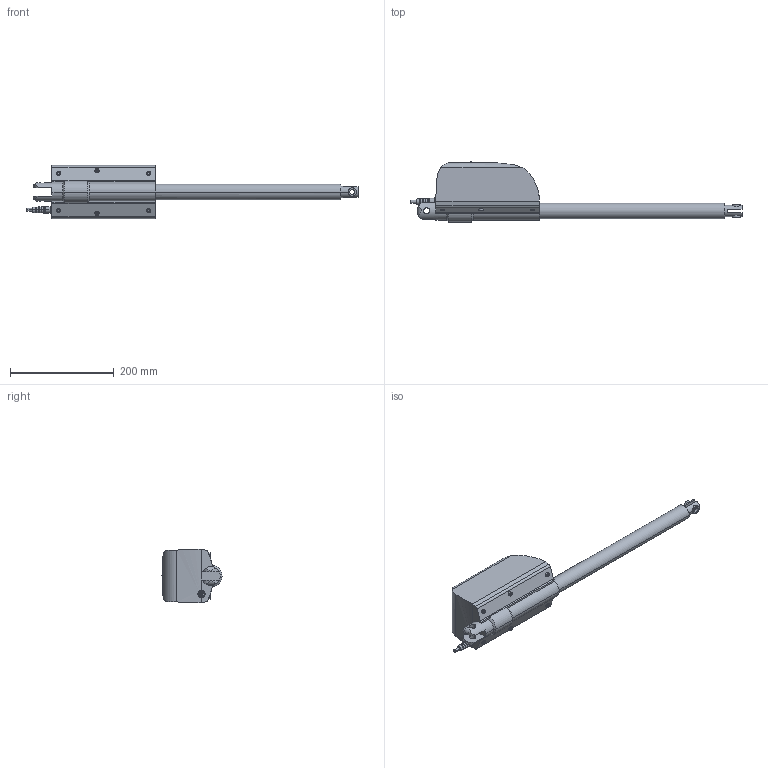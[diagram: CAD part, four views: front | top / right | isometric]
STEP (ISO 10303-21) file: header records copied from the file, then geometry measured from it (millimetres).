
FILE_DESCRIPTION( ( '' ), '1' );
FILE_NAME( 'lan2_1a_0_400_24b_0_2_03.stp', '2011-09-21T10:31:00', ( '' ), ( '' ), ' ', ' ', ' ' );
FILE_SCHEMA( ( 'CONFIG_CONTROL_DESIGN' ) );
Length unit declared in the file: millimetre
Products named in the file (2): 1; 2
Bounding box: 641.02 x 116 x 103.5 mm (x, y, z)
Volume: 2110215.9 mm3; surface area: 191401.9 mm2
Topology: 2 solids, 2 shells, 149 faces, 368 edges, 247 vertices
Faces by surface type: cylinder 84, plane 49, cone 14, torus 2
Entity records: 5140 total; most frequent: CARTESIAN_POINT 1386, DIRECTION 814, ORIENTED_EDGE 736, EDGE_CURVE 368, AXIS2_PLACEMENT_3D 341, VERTEX_POINT 247, EDGE_LOOP 181, ADVANCED_FACE 149
